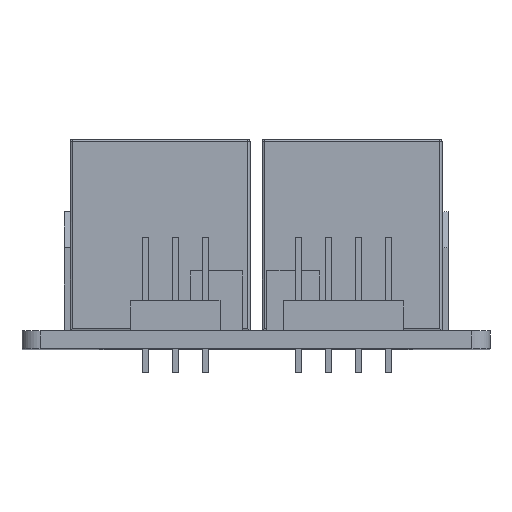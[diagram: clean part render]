
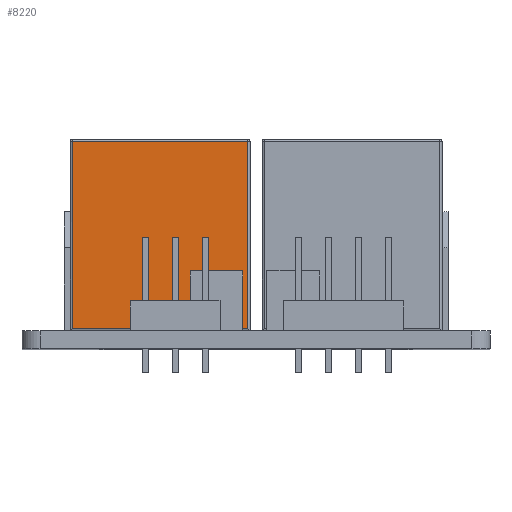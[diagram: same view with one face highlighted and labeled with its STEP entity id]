
A CAD part, top view. The second image highlights one B-rep face of the part: STEP entity #8220.
In plain terms, the highlighted planar face has unit normal (0, 0, 1).
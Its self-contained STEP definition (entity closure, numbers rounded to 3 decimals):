
#440 = LINE ( 'NONE', #5990, #2008 ) ;
#1481 = EDGE_CURVE ( 'NONE', #9790, #11760, #440, .T. ) ;
#1612 = LINE ( 'NONE', #2157, #6131 ) ;
#1833 = EDGE_LOOP ( 'NONE', ( #8091, #7458, #5322, #6658 ) ) ;
#2008 = VECTOR ( 'NONE', #4753, 1000. ) ;
#2157 = CARTESIAN_POINT ( 'NONE',  ( -15.3, 17.5, 6.5 ) ) ;
#3162 = FACE_OUTER_BOUND ( 'NONE', #1833, .T. ) ;
#3542 = CARTESIAN_POINT ( 'NONE',  ( -15.5, 1.7, 6.5 ) ) ;
#3785 = VERTEX_POINT ( 'NONE', #10124 ) ;
#3993 = CARTESIAN_POINT ( 'NONE',  ( -0.7, 17.3, 6.5 ) ) ;
#4044 = CARTESIAN_POINT ( 'NONE',  ( -15.5, 17.5, 6.5 ) ) ;
#4753 = DIRECTION ( 'NONE',  ( -1., 0., 0. ) ) ;
#4847 = VECTOR ( 'NONE', #7930, 1000. ) ;
#4910 = VERTEX_POINT ( 'NONE', #10059 ) ;
#4966 = DIRECTION ( 'NONE',  ( 0., 0., -1. ) ) ;
#4971 = AXIS2_PLACEMENT_3D ( 'NONE', #4044, #4966, #11370 ) ;
#5051 = EDGE_CURVE ( 'NONE', #11760, #3785, #1612, .T. ) ;
#5276 = EDGE_CURVE ( 'NONE', #4910, #9790, #9696, .T. ) ;
#5322 = ORIENTED_EDGE ( 'NONE', *, *, #5276, .T. ) ;
#5367 = EDGE_CURVE ( 'NONE', #3785, #4910, #6415, .T. ) ;
#5990 = CARTESIAN_POINT ( 'NONE',  ( -15.5, 17.3, 6.5 ) ) ;
#6131 = VECTOR ( 'NONE', #6703, 1000. ) ;
#6415 = LINE ( 'NONE', #3542, #6983 ) ;
#6658 = ORIENTED_EDGE ( 'NONE', *, *, #1481, .T. ) ;
#6703 = DIRECTION ( 'NONE',  ( 0., -1., 0. ) ) ;
#6983 = VECTOR ( 'NONE', #9011, 1000. ) ;
#7458 = ORIENTED_EDGE ( 'NONE', *, *, #5367, .T. ) ;
#7930 = DIRECTION ( 'NONE',  ( 0., 1., 0. ) ) ;
#8091 = ORIENTED_EDGE ( 'NONE', *, *, #5051, .T. ) ;
#8220 = ADVANCED_FACE ( 'NONE', ( #3162 ), #9512, .F. ) ;
#9011 = DIRECTION ( 'NONE',  ( 1., 0., 0. ) ) ;
#9512 = PLANE ( 'NONE',  #4971 ) ;
#9696 = LINE ( 'NONE', #10704, #4847 ) ;
#9790 = VERTEX_POINT ( 'NONE', #3993 ) ;
#10059 = CARTESIAN_POINT ( 'NONE',  ( -0.7, 1.7, 6.5 ) ) ;
#10124 = CARTESIAN_POINT ( 'NONE',  ( -15.3, 1.7, 6.5 ) ) ;
#10704 = CARTESIAN_POINT ( 'NONE',  ( -0.7, 17.5, 6.5 ) ) ;
#10834 = CARTESIAN_POINT ( 'NONE',  ( -15.3, 17.3, 6.5 ) ) ;
#11370 = DIRECTION ( 'NONE',  ( -1., 0., 0. ) ) ;
#11760 = VERTEX_POINT ( 'NONE', #10834 ) ;
